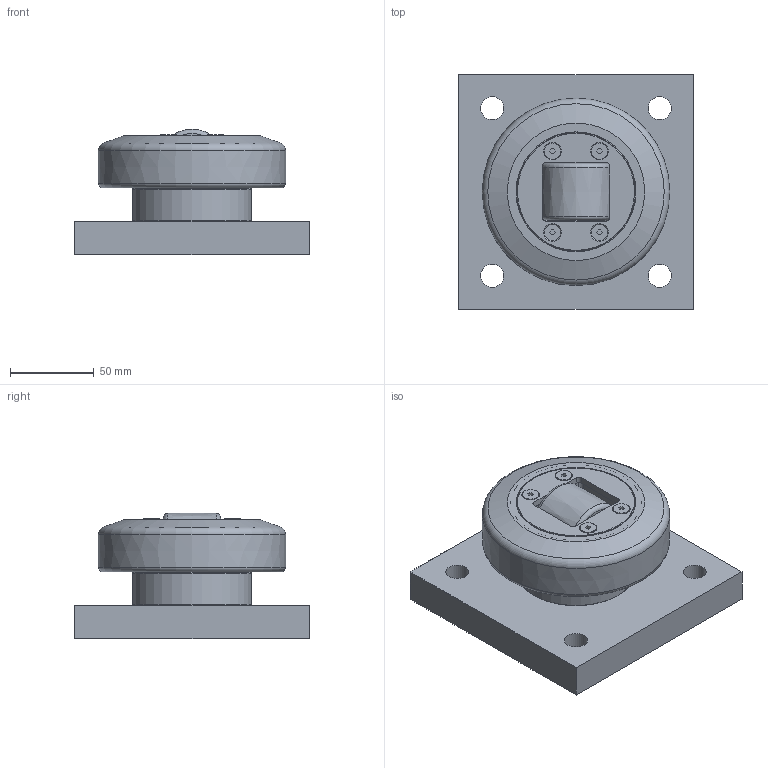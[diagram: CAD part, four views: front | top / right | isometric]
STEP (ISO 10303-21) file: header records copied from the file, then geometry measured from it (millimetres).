
FILE_DESCRIPTION(/* description */ ('-'),/* implementation_level */ '2;1');
FILE_NAME(/* name */ 'ALFATEC_PT110-0260BQ1000.stp',/* time_stamp */ '2021-01-27T13:20:43+01:00',/* author */ ('kstaebler'),/* organization */ (''),/* preprocessor_version */ 'ST-DEVELOPER v18.1',/* originating_system */ 'Autodesk Inventor 2020',/* authorisation */ '');
FILE_SCHEMA (('AUTOMOTIVE_DESIGN { 1 0 10303 214 3 1 1 }'));
Length unit declared in the file: millimetre
Products named in the file (1): PT 110.0260 BQ1000_Kontur
Bounding box: 140 x 140 x 75 mm (x, y, z)
Volume: 678298.4 mm3; surface area: 119463.8 mm2
Topology: 3 solids, 3 shells, 175 faces, 505 edges, 352 vertices
Faces by surface type: plane 74, cylinder 58, torus 20, cone 16, bspline 7
Full cylindrical faces by diameter (mm): 3 x5, 4.917 x1, 5 x4, 5.5 x4, 9.75 x4, 13.835 x4, 20.1 x1, 26 x1, 30 x2, 62.9 x1, 63 x1, 69.3 x1, 70.5 x2, 71 x1, 71.5 x1, 75 x1, 77 x1, 78 x1, 79 x2, 83.3 x1
Entity records: 7108 total; most frequent: CARTESIAN_POINT 2078, ORIENTED_EDGE 1008, DIRECTION 997, EDGE_CURVE 504, AXIS2_PLACEMENT_3D 402, VERTEX_POINT 352, EDGE_LOOP 230, CIRCLE 223
